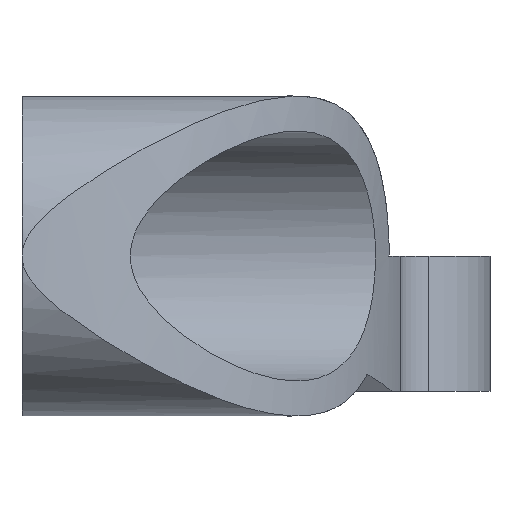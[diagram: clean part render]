
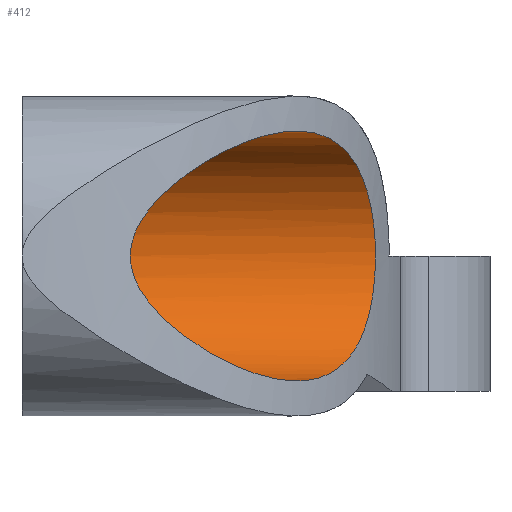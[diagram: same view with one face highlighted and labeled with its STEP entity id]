
A CAD part, left-side view. The second image highlights one B-rep face of the part: STEP entity #412.
In plain terms, the highlighted cylindrical face has radius 5.075 mm (diameter 10.15 mm), a full revolution.
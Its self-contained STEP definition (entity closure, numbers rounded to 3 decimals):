
#20=B_SPLINE_CURVE_WITH_KNOTS('',3,(#813,#814,#815,#816,#817,#818,#819,
#820,#821,#822,#823,#824,#825,#826,#827,#828,#829,#830,#831,#832,#833,#834,
#835,#836,#837,#838,#839,#840,#841,#842,#843,#844,#845,#846,#847,#848,#849,
#850),.UNSPECIFIED.,.T.,.F.,(4,2,2,2,2,2,2,2,2,2,2,2,2,2,2,2,2,2,4),(0.,
0.106,0.211,0.422,0.726,
1.031,1.265,1.499,1.687,1.874,
2.062,2.25,2.484,2.718,3.022,
3.327,3.538,3.643,3.749),
 .UNSPECIFIED.);
#50=FACE_OUTER_BOUND('',#79,.T.);
#79=EDGE_LOOP('',(#313,#314,#315,#316));
#107=LINE('',#860,#130);
#130=VECTOR('',#568,5.075);
#160=CIRCLE('',#478,5.075);
#192=VERTEX_POINT('',#812);
#195=VERTEX_POINT('',#859);
#236=EDGE_CURVE('',#192,#192,#20,.T.);
#240=EDGE_CURVE('',#192,#195,#107,.T.);
#241=EDGE_CURVE('',#195,#195,#160,.T.);
#313=ORIENTED_EDGE('',*,*,#236,.F.);
#314=ORIENTED_EDGE('',*,*,#240,.T.);
#315=ORIENTED_EDGE('',*,*,#241,.T.);
#316=ORIENTED_EDGE('',*,*,#240,.F.);
#393=CYLINDRICAL_SURFACE('',#477,5.075);
#412=ADVANCED_FACE('',(#50),#393,.F.);
#477=AXIS2_PLACEMENT_3D('',#858,#566,#567);
#478=AXIS2_PLACEMENT_3D('',#861,#569,#570);
#566=DIRECTION('center_axis',(0.,1.,0.));
#567=DIRECTION('ref_axis',(1.,0.,0.));
#568=DIRECTION('',(0.,1.,0.));
#569=DIRECTION('center_axis',(0.,1.,0.));
#570=DIRECTION('ref_axis',(1.,0.,0.));
#812=CARTESIAN_POINT('',(-18.075,-24.901,-11.75));
#813=CARTESIAN_POINT('Ctrl Pts',(-18.075,-24.901,-11.75));
#814=CARTESIAN_POINT('Ctrl Pts',(-18.075,-24.901,-11.398));
#815=CARTESIAN_POINT('Ctrl Pts',(-18.039,-24.98,-11.071));
#816=CARTESIAN_POINT('Ctrl Pts',(-17.917,-25.239,-10.454));
#817=CARTESIAN_POINT('Ctrl Pts',(-17.83,-25.419,-10.165));
#818=CARTESIAN_POINT('Ctrl Pts',(-17.51,-26.048,-9.352));
#819=CARTESIAN_POINT('Ctrl Pts',(-17.216,-26.581,-8.883));
#820=CARTESIAN_POINT('Ctrl Pts',(-16.452,-27.815,-7.964));
#821=CARTESIAN_POINT('Ctrl Pts',(-15.873,-28.636,-7.501));
#822=CARTESIAN_POINT('Ctrl Pts',(-14.531,-30.228,-6.855));
#823=CARTESIAN_POINT('Ctrl Pts',(-13.767,-30.998,-6.675));
#824=CARTESIAN_POINT('Ctrl Pts',(-12.41,-32.171,-6.675));
#825=CARTESIAN_POINT('Ctrl Pts',(-11.738,-32.685,-6.784));
#826=CARTESIAN_POINT('Ctrl Pts',(-10.436,-33.559,-7.314));
#827=CARTESIAN_POINT('Ctrl Pts',(-9.807,-33.922,-7.737));
#828=CARTESIAN_POINT('Ctrl Pts',(-8.901,-34.402,-8.7));
#829=CARTESIAN_POINT('Ctrl Pts',(-8.537,-34.576,-9.247));
#830=CARTESIAN_POINT('Ctrl Pts',(-8.049,-34.8,-10.459));
#831=CARTESIAN_POINT('Ctrl Pts',(-7.925,-34.852,-11.124));
#832=CARTESIAN_POINT('Ctrl Pts',(-7.925,-34.852,-12.376));
#833=CARTESIAN_POINT('Ctrl Pts',(-8.049,-34.8,-13.041));
#834=CARTESIAN_POINT('Ctrl Pts',(-8.537,-34.576,-14.253));
#835=CARTESIAN_POINT('Ctrl Pts',(-8.901,-34.402,-14.8));
#836=CARTESIAN_POINT('Ctrl Pts',(-9.807,-33.922,-15.763));
#837=CARTESIAN_POINT('Ctrl Pts',(-10.436,-33.559,-16.186));
#838=CARTESIAN_POINT('Ctrl Pts',(-11.738,-32.685,-16.716));
#839=CARTESIAN_POINT('Ctrl Pts',(-12.41,-32.171,-16.825));
#840=CARTESIAN_POINT('Ctrl Pts',(-13.767,-30.998,-16.825));
#841=CARTESIAN_POINT('Ctrl Pts',(-14.531,-30.228,-16.645));
#842=CARTESIAN_POINT('Ctrl Pts',(-15.873,-28.636,-15.999));
#843=CARTESIAN_POINT('Ctrl Pts',(-16.452,-27.815,-15.536));
#844=CARTESIAN_POINT('Ctrl Pts',(-17.216,-26.581,-14.617));
#845=CARTESIAN_POINT('Ctrl Pts',(-17.51,-26.048,-14.148));
#846=CARTESIAN_POINT('Ctrl Pts',(-17.83,-25.419,-13.335));
#847=CARTESIAN_POINT('Ctrl Pts',(-17.917,-25.239,-13.046));
#848=CARTESIAN_POINT('Ctrl Pts',(-18.039,-24.98,-12.429));
#849=CARTESIAN_POINT('Ctrl Pts',(-18.075,-24.901,-12.102));
#850=CARTESIAN_POINT('Ctrl Pts',(-18.075,-24.901,-11.75));
#858=CARTESIAN_POINT('Origin',(-13.,-36.5,-11.75));
#859=CARTESIAN_POINT('',(-18.075,-24.5,-11.75));
#860=CARTESIAN_POINT('',(-18.075,-36.5,-11.75));
#861=CARTESIAN_POINT('Origin',(-13.,-24.5,-11.75));
